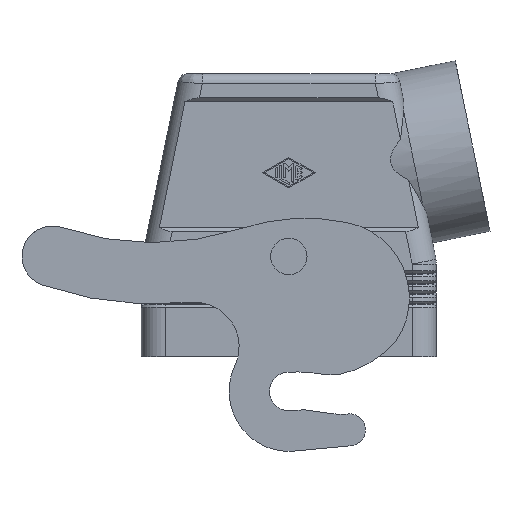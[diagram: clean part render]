
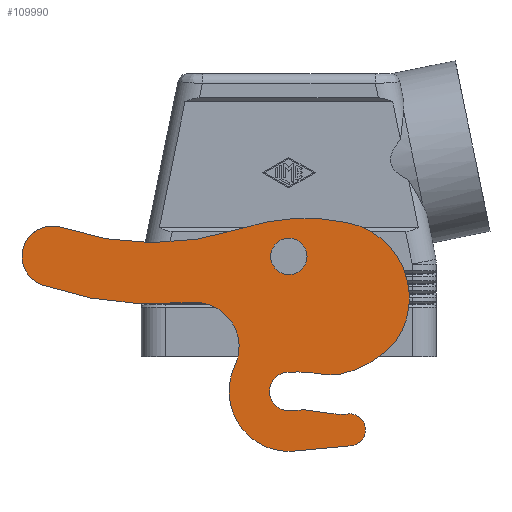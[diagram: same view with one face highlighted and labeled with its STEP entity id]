
A CAD part, front view. The second image highlights one B-rep face of the part: STEP entity #109990.
In plain terms, the highlighted planar face has unit normal (0, -1, 0).
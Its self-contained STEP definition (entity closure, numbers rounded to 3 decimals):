
#60=CARTESIAN_POINT('',(1.528,-25.75,-43.767));
#70=DIRECTION('',(0.,-1.,0.));
#80=DIRECTION('',(1.,0.,0.));
#90=AXIS2_PLACEMENT_3D('',#60,#70,#80);
#100=CIRCLE('',#90,40.);
#110=CARTESIAN_POINT('',(7.814,-25.75,-4.264));
#120=VERTEX_POINT('',#110);
#130=CARTESIAN_POINT('',(-0.208,-25.75,-3.805));
#140=VERTEX_POINT('',#130);
#150=EDGE_CURVE('',#120,#140,#100,.T.);
#38140=CARTESIAN_POINT('',(0.,-25.75,
-8.6));
#38150=DIRECTION('',(0.,-1.,0.));
#38160=DIRECTION('',(1.,0.,0.));
#38170=AXIS2_PLACEMENT_3D('',#38140,#38150,#38160);
#38180=CIRCLE('',#38170,14.8);
#38190=CARTESIAN_POINT('',(-13.366,-25.75,-2.245));
#38200=VERTEX_POINT('',#38190);
#38210=CARTESIAN_POINT('',(1.371,-25.75,-23.336));
#38220=VERTEX_POINT('',#38210);
#38230=EDGE_CURVE('',#38200,#38220,#38180,.T.);
#43830=CARTESIAN_POINT('',(3.375,-25.75,-23.161));
#43840=DIRECTION('',(0.,-1.,0.));
#43850=DIRECTION('',(1.,0.,0.));
#43860=AXIS2_PLACEMENT_3D('',#43830,#43840,#43850);
#43870=CIRCLE('',#43860,10.);
#43880=CARTESIAN_POINT('',(4.767,-25.75,-13.259));
#43890=VERTEX_POINT('',#43880);
#43900=CARTESIAN_POINT('',(2.504,-25.75,-13.199));
#43910=VERTEX_POINT('',#43900);
#43920=EDGE_CURVE('',#43890,#43910,#43870,.T.);
#102210=CARTESIAN_POINT('',(-4.5,-25.75,24.8));
#102220=VERTEX_POINT('',#102210);
#102300=CARTESIAN_POINT('',(4.5,-25.75,24.8));
#102310=VERTEX_POINT('',#102300);
#102340=CARTESIAN_POINT('',(0.,-25.75,24.8));
#102350=DIRECTION('',(0.,-1.,0.));
#102360=DIRECTION('',(1.,0.,0.));
#102370=AXIS2_PLACEMENT_3D('',#102340,#102350,#102360);
#102380=CIRCLE('',#102370,4.5);
#102390=EDGE_CURVE('',#102220,#102310,#102380,.T.);
#102710=CARTESIAN_POINT('',(1.371,-25.75,-23.336));
#102720=DIRECTION('',(0.996,0.,0.093));
#102730=VECTOR('',#102720,1.);
#102740=LINE('',#102710,#102730);
#102750=CARTESIAN_POINT('',(15.366,-25.75,-22.034));
#102760=VERTEX_POINT('',#102750);
#102770=EDGE_CURVE('',#38220,#102760,#102740,.T.);
#103980=CARTESIAN_POINT('',(15.,-25.75,-18.1));
#103990=DIRECTION('',(0.,-1.,0.));
#104000=DIRECTION('',(1.,0.,0.));
#104010=AXIS2_PLACEMENT_3D('',#103980,#103990,#104000);
#104020=CIRCLE('',#104010,3.951);
#104030=CARTESIAN_POINT('',(14.68,-25.75,-14.162));
#104040=VERTEX_POINT('',#104030);
#104050=EDGE_CURVE('',#102760,#104040,#104020,.T.);
#104310=CARTESIAN_POINT('',(13.061,-25.75,5.772));
#104320=DIRECTION('',(0.,-1.,0.));
#104330=DIRECTION('',(1.,0.,0.));
#104340=AXIS2_PLACEMENT_3D('',#104310,#104320,#104330);
#104350=CIRCLE('',#104340,20.);
#104360=CARTESIAN_POINT('',(10.277,-25.75,-14.033));
#104370=VERTEX_POINT('',#104360);
#104380=EDGE_CURVE('',#104370,#104040,#104350,.T.);
#104640=CARTESIAN_POINT('',(0.418,-25.75,-13.382))
;
#104650=DIRECTION('',(0.996,0.,0.087));
#104660=VECTOR('',#104650,1.);
#104670=LINE('',#104640,#104660);
#104680=CARTESIAN_POINT('',(0.418,-25.75,-13.382))
;
#104690=VERTEX_POINT('',#104680);
#104700=EDGE_CURVE('',#104690,#43910,#104670,.T.);
#105630=CARTESIAN_POINT('',(-33.004,-25.75,97.986));
#105640=DIRECTION('',(0.,-1.,0.));
#105650=DIRECTION('',(1.,0.,0.));
#105660=AXIS2_PLACEMENT_3D('',#105630,#105640,#105650);
#105670=CIRCLE('',#105660,85.);
#105680=CARTESIAN_POINT('',(-60.967,-25.75,17.717));
#105690=VERTEX_POINT('',#105680);
#105700=CARTESIAN_POINT('',(-24.413,-25.75,13.421));
#105710=VERTEX_POINT('',#105700);
#105720=EDGE_CURVE('',#105690,#105710,#105670,.T.);
#107130=CARTESIAN_POINT('',(0.,-25.75,
-8.6));
#107140=DIRECTION('',(0.,-1.,0.));
#107150=DIRECTION('',(1.,0.,0.));
#107160=AXIS2_PLACEMENT_3D('',#107130,#107140,#107150);
#107170=CIRCLE('',#107160,4.8);
#107180=EDGE_CURVE('',#140,#104690,#107170,.T.);
#107310=CARTESIAN_POINT('',(10.8,-25.75,14.5));
#107320=DIRECTION('',(0.,-1.,0.));
#107330=DIRECTION('',(1.,0.,0.));
#107340=AXIS2_PLACEMENT_3D('',#107310,#107320,#107330);
#107350=CIRCLE('',#107340,19.);
#107360=CARTESIAN_POINT('',(26.395,-25.75,3.646));
#107370=VERTEX_POINT('',#107360);
#107380=CARTESIAN_POINT('',(14.289,-25.75,33.177));
#107390=VERTEX_POINT('',#107380);
#107400=EDGE_CURVE('',#107370,#107390,#107350,.T.);
#107630=CARTESIAN_POINT('',(-23.301,-25.75,2.478));
#107640=DIRECTION('',(0.,-1.,0.));
#107650=DIRECTION('',(1.,0.,0.));
#107660=AXIS2_PLACEMENT_3D('',#107630,#107640,#107650);
#107670=CIRCLE('',#107660,11.);
#107680=EDGE_CURVE('',#38200,#105710,#107670,.T.);
#107810=CARTESIAN_POINT('',(4.767,-25.75,-13.259));
#107820=DIRECTION('',(0.99,0.,-0.139));
#107830=VECTOR('',#107820,1.);
#107840=LINE('',#107810,#107830);
#107850=EDGE_CURVE('',#43890,#104370,#107840,.T.);
#108140=CARTESIAN_POINT('',(6.5,-25.75,21.9));
#108150=DIRECTION('',(0.,-1.,0.));
#108160=DIRECTION('',(1.,0.,0.));
#108170=AXIS2_PLACEMENT_3D('',#108140,#108150,#108160);
#108180=CIRCLE('',#108170,27.);
#108190=CARTESIAN_POINT('',(12.508,-25.75,-4.423));
#108200=VERTEX_POINT('',#108190);
#108210=EDGE_CURVE('',#108200,#107370,#108180,.T.);
#108630=CARTESIAN_POINT('',(10.8,-25.75,14.5));
#108640=DIRECTION('',(0.,-1.,0.));
#108650=DIRECTION('',(1.,0.,0.));
#108660=AXIS2_PLACEMENT_3D('',#108630,#108640,#108650);
#108670=CIRCLE('',#108660,19.);
#108680=EDGE_CURVE('',#120,#108200,#108670,.T.);
#108810=CARTESIAN_POINT('',(4.,-25.75,-15.8));
#108820=DIRECTION('',(0.,-1.,0.));
#108830=DIRECTION('',(1.,0.,0.));
#108840=AXIS2_PLACEMENT_3D('',#108810,#108820,#108830);
#108850=CIRCLE('',#108840,50.046);
#108860=CARTESIAN_POINT('',(-11.684,-25.75,31.725));
#108870=VERTEX_POINT('',#108860);
#108880=EDGE_CURVE('',#107390,#108870,#108850,.T.);
#109310=CARTESIAN_POINT('',(-33.622,-25.75,98.198));
#109320=DIRECTION('',(0.,-1.,0.));
#109330=DIRECTION('',(1.,0.,0.));
#109340=AXIS2_PLACEMENT_3D('',#109310,#109320,#109330);
#109350=CIRCLE('',#109340,70.);
#109360=CARTESIAN_POINT('',(-56.092,-25.75,31.903));
#109370=VERTEX_POINT('',#109360);
#109380=EDGE_CURVE('',#109370,#108870,#109350,.T.);
#109560=CARTESIAN_POINT('',(-58.5,-25.75,24.8));
#109570=DIRECTION('',(0.,-1.,0.));
#109580=DIRECTION('',(1.,0.,0.));
#109590=AXIS2_PLACEMENT_3D('',#109560,#109570,#109580);
#109600=CIRCLE('',#109590,7.5);
#109610=EDGE_CURVE('',#109370,#105690,#109600,.T.);
#109700=CARTESIAN_POINT('',(-39.49,-25.75,19.432));
#109710=DIRECTION('',(0.,-1.,0.));
#109720=DIRECTION('',(1.,0.,0.));
#109730=AXIS2_PLACEMENT_3D('',#109700,#109710,#109720);
#109740=PLANE('',#109730);
#109750=EDGE_CURVE('',#102310,#102220,#102380,.T.);
#109760=ORIENTED_EDGE('',*,*,#109750,.F.);
#109770=ORIENTED_EDGE('',*,*,#102390,.F.);
#109780=EDGE_LOOP('',(#109770,#109760));
#109790=FACE_BOUND('',#109780,.T.);
#109800=ORIENTED_EDGE('',*,*,#109380,.F.);
#109810=ORIENTED_EDGE('',*,*,#108880,.T.);
#109820=ORIENTED_EDGE('',*,*,#107400,.T.);
#109830=ORIENTED_EDGE('',*,*,#108210,.T.);
#109840=ORIENTED_EDGE('',*,*,#108680,.T.);
#109850=ORIENTED_EDGE('',*,*,#150,.F.);
#109860=ORIENTED_EDGE('',*,*,#107180,.F.);
#109870=ORIENTED_EDGE('',*,*,#104700,.F.);
#109880=ORIENTED_EDGE('',*,*,#43920,.T.);
#109890=ORIENTED_EDGE('',*,*,#107850,.F.);
#109900=ORIENTED_EDGE('',*,*,#104380,.F.);
#109910=ORIENTED_EDGE('',*,*,#104050,.T.);
#109920=ORIENTED_EDGE('',*,*,#102770,.T.);
#109930=ORIENTED_EDGE('',*,*,#38230,.T.);
#109940=ORIENTED_EDGE('',*,*,#107680,.F.);
#109950=ORIENTED_EDGE('',*,*,#105720,.T.);
#109960=ORIENTED_EDGE('',*,*,#109610,.T.);
#109970=EDGE_LOOP('',(#109960,#109950,#109940,#109930,#109920,#109910,
#109900,#109890,#109880,#109870,#109860,#109850,#109840,#109830,#109820,
#109810,#109800));
#109980=FACE_OUTER_BOUND('',#109970,.T.);
#109990=ADVANCED_FACE('',(#109790,#109980),#109740,.T.);
